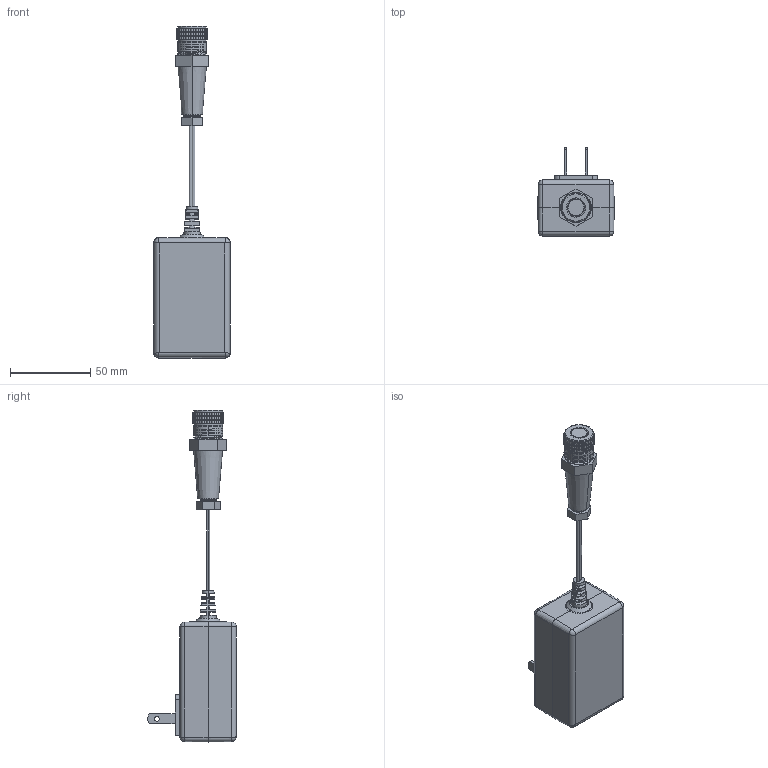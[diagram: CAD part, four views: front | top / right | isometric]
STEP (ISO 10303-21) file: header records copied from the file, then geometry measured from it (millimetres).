
FILE_DESCRIPTION((''),'2;1');
FILE_NAME('214954_ASM','2019-10-29T14:16:37',('pdmadmin'),('BANNER ENGINEERING'),'CREO PARAMETRIC BY PTC INC, 2018300','CREO PARAMETRIC BY PTC INC, 2018300','');
FILE_SCHEMA(('CONFIG_CONTROL_DESIGN'));
Length unit declared in the file: millimetre
Products named in the file (10): 111367; 58912_HOUSING; 58912_JAM; 58912_CARRIER; 58912_NUT; 58912_CROWN; 58912_BOOT; 58912_ASM; 214954_PLUG; 214954_ASM
Assembly tree (9 placements, depth 3):
  214954_ASM
    111367
    58912_ASM
      58912_HOUSING
      58912_JAM
      58912_CARRIER
      58912_NUT
      58912_CROWN
      58912_BOOT
    214954_PLUG
Bounding box: 47.5 x 55 x 206.4 mm (x, y, z)
Volume: 131162.4 mm3; surface area: 31013.8 mm2
Topology: 8 solids, 13 shells, 842 faces, 1973 edges, 1290 vertices
Faces by surface type: plane 567, cylinder 207, cone 34, bspline 30, torus 4
Entity records: 34646 total; most frequent: CARTESIAN_POINT 14936, DIRECTION 4079, ORIENTED_EDGE 3930, EDGE_CURVE 1965, AXIS2_PLACEMENT_3D 1495, VERTEX_POINT 1290, VECTOR 1089, LINE 1089
